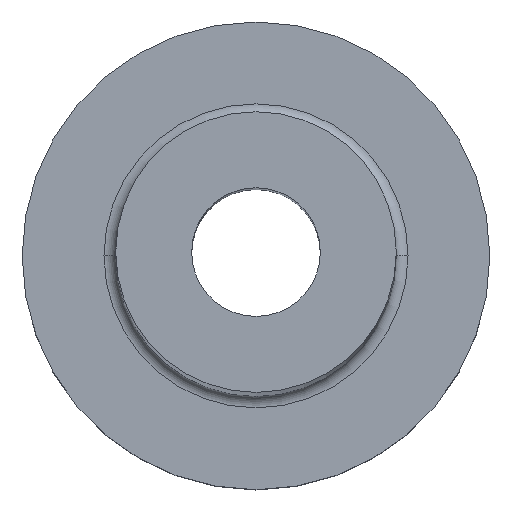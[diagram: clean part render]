
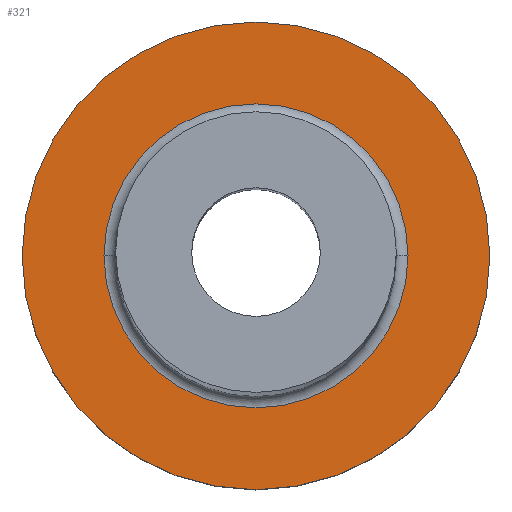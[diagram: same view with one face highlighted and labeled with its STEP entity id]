
A CAD part, top view. The second image highlights one B-rep face of the part: STEP entity #321.
In plain terms, the highlighted planar face has unit normal (0, 0, 1).
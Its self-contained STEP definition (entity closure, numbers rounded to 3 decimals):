
#38 = EDGE_CURVE ( 'NONE', #408, #48, #104, .T. ) ;
#48 = VERTEX_POINT ( 'NONE', #337 ) ;
#49 = ORIENTED_EDGE ( 'NONE', *, *, #213, .T. ) ;
#81 = DIRECTION ( 'NONE',  ( 0., 0., 1. ) ) ;
#84 = EDGE_LOOP ( 'NONE', ( #196, #360 ) ) ;
#91 = DIRECTION ( 'NONE',  ( 1., 0., 0. ) ) ;
#104 = CIRCLE ( 'NONE', #173, 6.5 ) ;
#110 = CARTESIAN_POINT ( 'NONE',  ( 0., 0., 7. ) ) ;
#115 = DIRECTION ( 'NONE',  ( 1., 0., 0. ) ) ;
#139 = CARTESIAN_POINT ( 'NONE',  ( 6.5, 0., 7. ) ) ;
#147 = CARTESIAN_POINT ( 'NONE',  ( -10., 0., 7. ) ) ;
#172 = DIRECTION ( 'NONE',  ( 0., 0., 1. ) ) ;
#173 = AXIS2_PLACEMENT_3D ( 'NONE', #407, #340, #198 ) ;
#179 = DIRECTION ( 'NONE',  ( 1., 0., 0. ) ) ;
#185 = VERTEX_POINT ( 'NONE', #426 ) ;
#196 = ORIENTED_EDGE ( 'NONE', *, *, #38, .T. ) ;
#198 = DIRECTION ( 'NONE',  ( 1., 0., 0. ) ) ;
#213 = EDGE_CURVE ( 'NONE', #395, #185, #262, .T. ) ;
#216 = CARTESIAN_POINT ( 'NONE',  ( 0., 0., 7. ) ) ;
#241 = AXIS2_PLACEMENT_3D ( 'NONE', #216, #172, #91 ) ;
#258 = DIRECTION ( 'NONE',  ( 0., 0., -1. ) ) ;
#262 = CIRCLE ( 'NONE', #457, 10. ) ;
#267 = FACE_OUTER_BOUND ( 'NONE', #291, .T. ) ;
#274 = PLANE ( 'NONE',  #241 ) ;
#276 = CARTESIAN_POINT ( 'NONE',  ( 0., 0., 7. ) ) ;
#291 = EDGE_LOOP ( 'NONE', ( #49, #293 ) ) ;
#293 = ORIENTED_EDGE ( 'NONE', *, *, #375, .T. ) ;
#299 = CIRCLE ( 'NONE', #362, 10. ) ;
#321 = ADVANCED_FACE ( 'NONE', ( #346, #267 ), #274, .T. ) ;
#331 = CIRCLE ( 'NONE', #372, 6.5 ) ;
#337 = CARTESIAN_POINT ( 'NONE',  ( -6.5, 0., 7. ) ) ;
#340 = DIRECTION ( 'NONE',  ( 0., 0., -1. ) ) ;
#343 = DIRECTION ( 'NONE',  ( 0., 0., 1. ) ) ;
#346 = FACE_BOUND ( 'NONE', #84, .T. ) ;
#360 = ORIENTED_EDGE ( 'NONE', *, *, #385, .T. ) ;
#362 = AXIS2_PLACEMENT_3D ( 'NONE', #442, #81, #115 ) ;
#368 = DIRECTION ( 'NONE',  ( 1., 0., 0. ) ) ;
#372 = AXIS2_PLACEMENT_3D ( 'NONE', #110, #258, #368 ) ;
#375 = EDGE_CURVE ( 'NONE', #185, #395, #299, .T. ) ;
#385 = EDGE_CURVE ( 'NONE', #48, #408, #331, .T. ) ;
#395 = VERTEX_POINT ( 'NONE', #147 ) ;
#407 = CARTESIAN_POINT ( 'NONE',  ( 0., 0., 7. ) ) ;
#408 = VERTEX_POINT ( 'NONE', #139 ) ;
#426 = CARTESIAN_POINT ( 'NONE',  ( 10., 0., 7. ) ) ;
#442 = CARTESIAN_POINT ( 'NONE',  ( 0., 0., 7. ) ) ;
#457 = AXIS2_PLACEMENT_3D ( 'NONE', #276, #343, #179 ) ;
